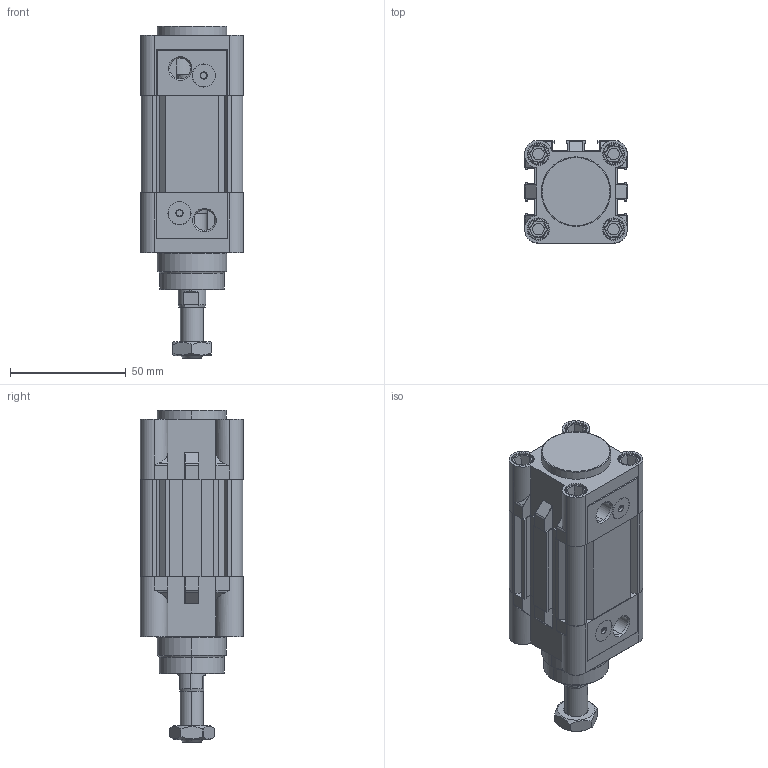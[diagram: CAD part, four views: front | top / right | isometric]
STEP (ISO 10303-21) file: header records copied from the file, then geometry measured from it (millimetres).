
FILE_DESCRIPTION (( 'STEP AP203' ), '1' );
FILE_NAME ('KDNC32X0CYLINDER.STEP', '2014-06-28T05:48:05', ( 'user' ), ( '' ), 'SwSTEP 2.0', 'SolidWorks 2013', '' );
FILE_SCHEMA (( 'CONFIG_CONTROL_DESIGN' ));
Length unit declared in the file: millimetre
Products named in the file (19): KDNC 32x0 BORU; PÝSTON KEÇESÝ; ÖN KAPAK KAPAK O-RÝNGÝ; KDNC32X0CYLINDER; ORTA PÝSTON O-RÝNG; YASTIKLAMA KEÇESÝ; MIKNATIS; PUL; YATAKLAMA BANDI; YASTIKLAMA VÝDASI; V媶A; YASTIKLAMA VÝDASI O-RÝNG; CIVATA; 烰 KAPAK; Piston Mili 32x0; ﾖN MﾝL KEﾇESﾝ; SOMUN; ORTA PÝSTON; ARKA KAPAK
Assembly tree (32 placements, depth 2):
  KDNC32X0CYLINDER
    ARKA KAPAK
    ÖN KAPAK KAPAK O-RÝNGÝ  x2
    YASTIKLAMA KEÇESÝ  x2
    PUL  x2
    YASTIKLAMA VÝDASI  x2
    YASTIKLAMA VÝDASI O-RÝNG  x2
    烰 KAPAK
    ﾖN MﾝL KEﾇESﾝ
    ORTA PÝSTON
    PÝSTON KEÇESÝ  x2
    ORTA PÝSTON O-RÝNG
    MIKNATIS  x2
    YATAKLAMA BANDI
    V媶A
    CIVATA  x8
    Piston Mili 32x0
    SOMUN
    KDNC 32x0 BORU
Bounding box: 44.45 x 44.65 x 143.5 mm (x, y, z)
Volume: 154666.9 mm3; surface area: 90207.7 mm2
Topology: 33 solids, 33 shells, 1391 faces, 3192 edges, 1968 vertices
Faces by surface type: plane 492, cylinder 426, cone 257, torus 166, bspline 48, sphere 2
Entity records: 34132 total; most frequent: CARTESIAN_POINT 7806, DIRECTION 5263, ORIENTED_EDGE 4838, EDGE_CURVE 2419, AXIS2_PLACEMENT_3D 2101, VERTEX_POINT 1496, EDGE_LOOP 1169, CIRCLE 1079
